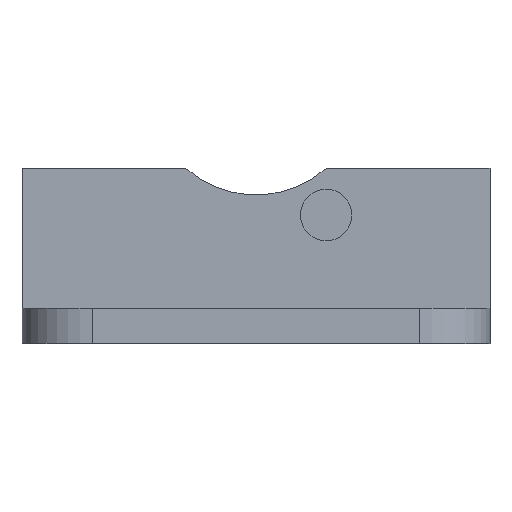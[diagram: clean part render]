
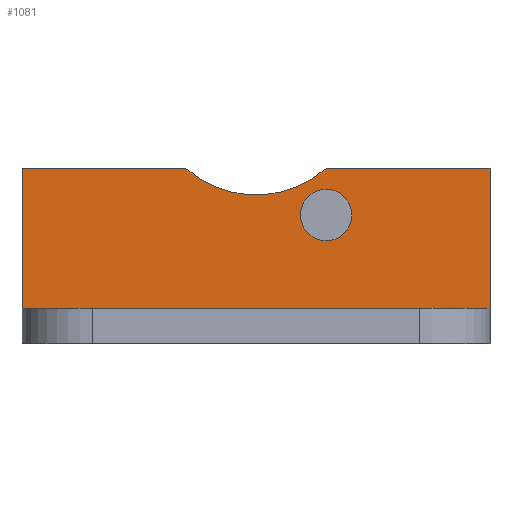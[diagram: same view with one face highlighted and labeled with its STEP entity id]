
A CAD part, top view. The second image highlights one B-rep face of the part: STEP entity #1081.
In plain terms, the highlighted planar face has unit normal (0, 0, 1).
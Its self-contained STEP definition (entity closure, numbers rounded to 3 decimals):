
#101 = PLANE('',#102);
#102 = AXIS2_PLACEMENT_3D('',#103,#104,#105);
#103 = CARTESIAN_POINT('',(20.,-44.,23.));
#104 = DIRECTION('',(-1.,0.,0.));
#105 = DIRECTION('',(0.,-1.,0.));
#157 = PLANE('',#158);
#158 = AXIS2_PLACEMENT_3D('',#159,#160,#161);
#159 = CARTESIAN_POINT('',(-20.,-44.,23.));
#160 = DIRECTION('',(-1.,0.,0.));
#161 = DIRECTION('',(0.,-1.,0.));
#367 = PLANE('',#368);
#368 = AXIS2_PLACEMENT_3D('',#369,#370,#371);
#369 = CARTESIAN_POINT('',(-20.,-41.,23.));
#370 = DIRECTION('',(0.,1.,0.));
#371 = DIRECTION('',(0.,0.,-1.));
#510 = VERTEX_POINT('',#511);
#511 = CARTESIAN_POINT('',(-20.,-41.,0.));
#532 = EDGE_CURVE('',#510,#533,#535,.T.);
#533 = VERTEX_POINT('',#534);
#534 = CARTESIAN_POINT('',(-20.,-29.,0.));
#535 = SURFACE_CURVE('',#536,(#540,#547),.PCURVE_S1.);
#536 = LINE('',#537,#538);
#537 = CARTESIAN_POINT('',(-20.,-41.,0.));
#538 = VECTOR('',#539,1.);
#539 = DIRECTION('',(0.,1.,0.));
#540 = PCURVE('',#157,#541);
#541 = DEFINITIONAL_REPRESENTATION('',(#542),#546);
#542 = LINE('',#543,#544);
#543 = CARTESIAN_POINT('',(-3.,-23.));
#544 = VECTOR('',#545,1.);
#545 = DIRECTION('',(-1.,0.));
#546 = ( GEOMETRIC_REPRESENTATION_CONTEXT(2) 
PARAMETRIC_REPRESENTATION_CONTEXT() REPRESENTATION_CONTEXT('2D SPACE',''
  ) );
#547 = PCURVE('',#548,#553);
#548 = PLANE('',#549);
#549 = AXIS2_PLACEMENT_3D('',#550,#551,#552);
#550 = CARTESIAN_POINT('',(-20.,-41.,0.));
#551 = DIRECTION('',(0.,0.,1.));
#552 = DIRECTION('',(0.,1.,0.));
#553 = DEFINITIONAL_REPRESENTATION('',(#554),#558);
#554 = LINE('',#555,#556);
#555 = CARTESIAN_POINT('',(0.,0.));
#556 = VECTOR('',#557,1.);
#557 = DIRECTION('',(1.,0.));
#558 = ( GEOMETRIC_REPRESENTATION_CONTEXT(2) 
PARAMETRIC_REPRESENTATION_CONTEXT() REPRESENTATION_CONTEXT('2D SPACE',''
  ) );
#576 = PLANE('',#577);
#577 = AXIS2_PLACEMENT_3D('',#578,#579,#580);
#578 = CARTESIAN_POINT('',(-20.,-29.,-3.));
#579 = DIRECTION('',(0.,-1.,0.));
#580 = DIRECTION('',(0.,0.,1.));
#615 = VERTEX_POINT('',#616);
#616 = CARTESIAN_POINT('',(20.,-41.,0.));
#637 = EDGE_CURVE('',#615,#638,#640,.T.);
#638 = VERTEX_POINT('',#639);
#639 = CARTESIAN_POINT('',(20.,-29.,0.));
#640 = SURFACE_CURVE('',#641,(#645,#652),.PCURVE_S1.);
#641 = LINE('',#642,#643);
#642 = CARTESIAN_POINT('',(20.,-41.,0.));
#643 = VECTOR('',#644,1.);
#644 = DIRECTION('',(0.,1.,0.));
#645 = PCURVE('',#101,#646);
#646 = DEFINITIONAL_REPRESENTATION('',(#647),#651);
#647 = LINE('',#648,#649);
#648 = CARTESIAN_POINT('',(-3.,-23.));
#649 = VECTOR('',#650,1.);
#650 = DIRECTION('',(-1.,0.));
#651 = ( GEOMETRIC_REPRESENTATION_CONTEXT(2) 
PARAMETRIC_REPRESENTATION_CONTEXT() REPRESENTATION_CONTEXT('2D SPACE',''
  ) );
#652 = PCURVE('',#548,#653);
#653 = DEFINITIONAL_REPRESENTATION('',(#654),#658);
#654 = LINE('',#655,#656);
#655 = CARTESIAN_POINT('',(0.,-40.));
#656 = VECTOR('',#657,1.);
#657 = DIRECTION('',(1.,0.));
#658 = ( GEOMETRIC_REPRESENTATION_CONTEXT(2) 
PARAMETRIC_REPRESENTATION_CONTEXT() REPRESENTATION_CONTEXT('2D SPACE',''
  ) );
#676 = PLANE('',#677);
#677 = AXIS2_PLACEMENT_3D('',#678,#679,#680);
#678 = CARTESIAN_POINT('',(-20.,-29.,-3.));
#679 = DIRECTION('',(0.,-1.,0.));
#680 = DIRECTION('',(0.,0.,1.));
#759 = CYLINDRICAL_SURFACE('',#760,9.);
#760 = AXIS2_PLACEMENT_3D('',#761,#762,#763);
#761 = CARTESIAN_POINT('',(0.,-22.292,-3.));
#762 = DIRECTION('',(0.,0.,-1.));
#763 = DIRECTION('',(0.,1.,0.));
#998 = EDGE_CURVE('',#510,#615,#999,.T.);
#999 = SURFACE_CURVE('',#1000,(#1004,#1011),.PCURVE_S1.);
#1000 = LINE('',#1001,#1002);
#1001 = CARTESIAN_POINT('',(-20.,-41.,0.));
#1002 = VECTOR('',#1003,1.);
#1003 = DIRECTION('',(1.,0.,0.));
#1004 = PCURVE('',#367,#1005);
#1005 = DEFINITIONAL_REPRESENTATION('',(#1006),#1010);
#1006 = LINE('',#1007,#1008);
#1007 = CARTESIAN_POINT('',(23.,0.));
#1008 = VECTOR('',#1009,1.);
#1009 = DIRECTION('',(0.,-1.));
#1010 = ( GEOMETRIC_REPRESENTATION_CONTEXT(2) 
PARAMETRIC_REPRESENTATION_CONTEXT() REPRESENTATION_CONTEXT('2D SPACE',''
  ) );
#1011 = PCURVE('',#548,#1012);
#1012 = DEFINITIONAL_REPRESENTATION('',(#1013),#1017);
#1013 = LINE('',#1014,#1015);
#1014 = CARTESIAN_POINT('',(0.,0.));
#1015 = VECTOR('',#1016,1.);
#1016 = DIRECTION('',(0.,-1.));
#1017 = ( GEOMETRIC_REPRESENTATION_CONTEXT(2) 
PARAMETRIC_REPRESENTATION_CONTEXT() REPRESENTATION_CONTEXT('2D SPACE',''
  ) );
#1039 = VERTEX_POINT('',#1040);
#1040 = CARTESIAN_POINT('',(-6.,-29.,0.));
#1061 = EDGE_CURVE('',#533,#1039,#1062,.T.);
#1062 = SURFACE_CURVE('',#1063,(#1067,#1074),.PCURVE_S1.);
#1063 = LINE('',#1064,#1065);
#1064 = CARTESIAN_POINT('',(-20.,-29.,0.));
#1065 = VECTOR('',#1066,1.);
#1066 = DIRECTION('',(1.,0.,0.));
#1067 = PCURVE('',#576,#1068);
#1068 = DEFINITIONAL_REPRESENTATION('',(#1069),#1073);
#1069 = LINE('',#1070,#1071);
#1070 = CARTESIAN_POINT('',(3.,0.));
#1071 = VECTOR('',#1072,1.);
#1072 = DIRECTION('',(0.,-1.));
#1073 = ( GEOMETRIC_REPRESENTATION_CONTEXT(2) 
PARAMETRIC_REPRESENTATION_CONTEXT() REPRESENTATION_CONTEXT('2D SPACE',''
  ) );
#1074 = PCURVE('',#548,#1075);
#1075 = DEFINITIONAL_REPRESENTATION('',(#1076),#1080);
#1076 = LINE('',#1077,#1078);
#1077 = CARTESIAN_POINT('',(12.,0.));
#1078 = VECTOR('',#1079,1.);
#1079 = DIRECTION('',(0.,-1.));
#1080 = ( GEOMETRIC_REPRESENTATION_CONTEXT(2) 
PARAMETRIC_REPRESENTATION_CONTEXT() REPRESENTATION_CONTEXT('2D SPACE',''
  ) );
#1081 = ADVANCED_FACE('',(#1082,#1137),#548,.T.);
#1082 = FACE_BOUND('',#1083,.T.);
#1083 = EDGE_LOOP('',(#1084,#1085,#1086,#1087,#1110,#1136));
#1084 = ORIENTED_EDGE('',*,*,#532,.F.);
#1085 = ORIENTED_EDGE('',*,*,#998,.T.);
#1086 = ORIENTED_EDGE('',*,*,#637,.T.);
#1087 = ORIENTED_EDGE('',*,*,#1088,.F.);
#1088 = EDGE_CURVE('',#1089,#638,#1091,.T.);
#1089 = VERTEX_POINT('',#1090);
#1090 = CARTESIAN_POINT('',(6.,-29.,0.));
#1091 = SURFACE_CURVE('',#1092,(#1096,#1103),.PCURVE_S1.);
#1092 = LINE('',#1093,#1094);
#1093 = CARTESIAN_POINT('',(-20.,-29.,0.));
#1094 = VECTOR('',#1095,1.);
#1095 = DIRECTION('',(1.,0.,0.));
#1096 = PCURVE('',#548,#1097);
#1097 = DEFINITIONAL_REPRESENTATION('',(#1098),#1102);
#1098 = LINE('',#1099,#1100);
#1099 = CARTESIAN_POINT('',(12.,0.));
#1100 = VECTOR('',#1101,1.);
#1101 = DIRECTION('',(0.,-1.));
#1102 = ( GEOMETRIC_REPRESENTATION_CONTEXT(2) 
PARAMETRIC_REPRESENTATION_CONTEXT() REPRESENTATION_CONTEXT('2D SPACE',''
  ) );
#1103 = PCURVE('',#676,#1104);
#1104 = DEFINITIONAL_REPRESENTATION('',(#1105),#1109);
#1105 = LINE('',#1106,#1107);
#1106 = CARTESIAN_POINT('',(3.,0.));
#1107 = VECTOR('',#1108,1.);
#1108 = DIRECTION('',(0.,-1.));
#1109 = ( GEOMETRIC_REPRESENTATION_CONTEXT(2) 
PARAMETRIC_REPRESENTATION_CONTEXT() REPRESENTATION_CONTEXT('2D SPACE',''
  ) );
#1110 = ORIENTED_EDGE('',*,*,#1111,.T.);
#1111 = EDGE_CURVE('',#1089,#1039,#1112,.T.);
#1112 = SURFACE_CURVE('',#1113,(#1118,#1129),.PCURVE_S1.);
#1113 = CIRCLE('',#1114,9.);
#1114 = AXIS2_PLACEMENT_3D('',#1115,#1116,#1117);
#1115 = CARTESIAN_POINT('',(0.,-22.292,
    0.));
#1116 = DIRECTION('',(0.,0.,-1.));
#1117 = DIRECTION('',(0.,1.,0.));
#1118 = PCURVE('',#548,#1119);
#1119 = DEFINITIONAL_REPRESENTATION('',(#1120),#1128);
#1120 = ( BOUNDED_CURVE() B_SPLINE_CURVE(2,(#1121,#1122,#1123,#1124,
#1125,#1126,#1127),.UNSPECIFIED.,.F.,.F.) B_SPLINE_CURVE_WITH_KNOTS((1,2
    ,2,2,2,1),(-2.094,0.,2.094,4.189,
6.283,8.378),.UNSPECIFIED.) CURVE() 
GEOMETRIC_REPRESENTATION_ITEM() RATIONAL_B_SPLINE_CURVE((1.,0.5,1.,0.5,
1.,0.5,1.)) REPRESENTATION_ITEM('') );
#1121 = CARTESIAN_POINT('',(27.708,-20.));
#1122 = CARTESIAN_POINT('',(27.708,-35.588));
#1123 = CARTESIAN_POINT('',(14.208,-27.794));
#1124 = CARTESIAN_POINT('',(0.708,-20.));
#1125 = CARTESIAN_POINT('',(14.208,-12.206));
#1126 = CARTESIAN_POINT('',(27.708,-4.412));
#1127 = CARTESIAN_POINT('',(27.708,-20.));
#1128 = ( GEOMETRIC_REPRESENTATION_CONTEXT(2) 
PARAMETRIC_REPRESENTATION_CONTEXT() REPRESENTATION_CONTEXT('2D SPACE',''
  ) );
#1129 = PCURVE('',#759,#1130);
#1130 = DEFINITIONAL_REPRESENTATION('',(#1131),#1135);
#1131 = LINE('',#1132,#1133);
#1132 = CARTESIAN_POINT('',(0.,-3.));
#1133 = VECTOR('',#1134,1.);
#1134 = DIRECTION('',(1.,0.));
#1135 = ( GEOMETRIC_REPRESENTATION_CONTEXT(2) 
PARAMETRIC_REPRESENTATION_CONTEXT() REPRESENTATION_CONTEXT('2D SPACE',''
  ) );
#1136 = ORIENTED_EDGE('',*,*,#1061,.F.);
#1137 = FACE_BOUND('',#1138,.T.);
#1138 = EDGE_LOOP('',(#1139));
#1139 = ORIENTED_EDGE('',*,*,#1140,.F.);
#1140 = EDGE_CURVE('',#1141,#1141,#1143,.T.);
#1141 = VERTEX_POINT('',#1142);
#1142 = CARTESIAN_POINT('',(6.,-35.2,0.));
#1143 = SURFACE_CURVE('',#1144,(#1149,#1156),.PCURVE_S1.);
#1144 = CIRCLE('',#1145,2.2);
#1145 = AXIS2_PLACEMENT_3D('',#1146,#1147,#1148);
#1146 = CARTESIAN_POINT('',(6.,-33.,0.));
#1147 = DIRECTION('',(0.,0.,1.));
#1148 = DIRECTION('',(0.,-1.,0.));
#1149 = PCURVE('',#548,#1150);
#1150 = DEFINITIONAL_REPRESENTATION('',(#1151),#1155);
#1151 = CIRCLE('',#1152,2.2);
#1152 = AXIS2_PLACEMENT_2D('',#1153,#1154);
#1153 = CARTESIAN_POINT('',(8.,-26.));
#1154 = DIRECTION('',(-1.,0.));
#1155 = ( GEOMETRIC_REPRESENTATION_CONTEXT(2) 
PARAMETRIC_REPRESENTATION_CONTEXT() REPRESENTATION_CONTEXT('2D SPACE',''
  ) );
#1156 = PCURVE('',#1157,#1162);
#1157 = CYLINDRICAL_SURFACE('',#1158,2.2);
#1158 = AXIS2_PLACEMENT_3D('',#1159,#1160,#1161);
#1159 = CARTESIAN_POINT('',(6.,-33.,0.));
#1160 = DIRECTION('',(0.,0.,-1.));
#1161 = DIRECTION('',(0.,-1.,0.));
#1162 = DEFINITIONAL_REPRESENTATION('',(#1163),#1167);
#1163 = LINE('',#1164,#1165);
#1164 = CARTESIAN_POINT('',(-0.,0.));
#1165 = VECTOR('',#1166,1.);
#1166 = DIRECTION('',(-1.,0.));
#1167 = ( GEOMETRIC_REPRESENTATION_CONTEXT(2) 
PARAMETRIC_REPRESENTATION_CONTEXT() REPRESENTATION_CONTEXT('2D SPACE',''
  ) );
